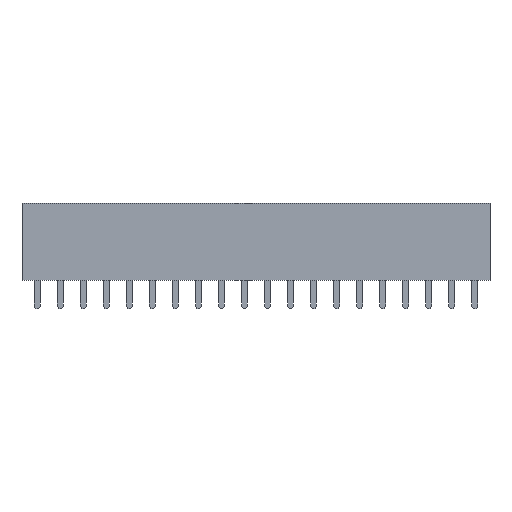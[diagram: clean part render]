
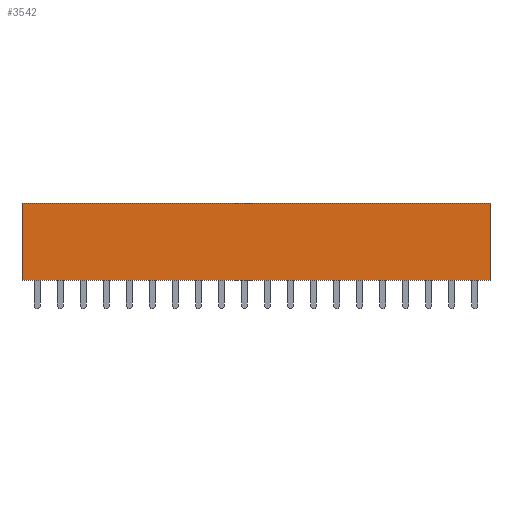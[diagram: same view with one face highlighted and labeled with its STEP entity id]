
A CAD part, left-side view. The second image highlights one B-rep face of the part: STEP entity #3542.
In plain terms, the highlighted planar face has unit normal (-1, 0, 0).
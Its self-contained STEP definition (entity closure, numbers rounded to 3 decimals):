
#968 = EDGE_CURVE('',#969,#971,#973,.T.);
#969 = VERTEX_POINT('',#970);
#970 = CARTESIAN_POINT('',(-10.16,25.8,0.));
#971 = VERTEX_POINT('',#972);
#972 = CARTESIAN_POINT('',(-10.16,25.8,8.5));
#973 = LINE('',#974,#975);
#974 = CARTESIAN_POINT('',(-10.16,25.8,0.));
#975 = VECTOR('',#976,1.);
#976 = DIRECTION('',(0.,0.,1.));
#1024 = EDGE_CURVE('',#1025,#1027,#1029,.T.);
#1025 = VERTEX_POINT('',#1026);
#1026 = CARTESIAN_POINT('',(-10.16,-25.8,0.));
#1027 = VERTEX_POINT('',#1028);
#1028 = CARTESIAN_POINT('',(-10.16,-25.8,8.5));
#1029 = LINE('',#1030,#1031);
#1030 = CARTESIAN_POINT('',(-10.16,-25.8,0.));
#1031 = VECTOR('',#1032,1.);
#1032 = DIRECTION('',(0.,0.,1.));
#3529 = EDGE_CURVE('',#969,#1025,#3530,.T.);
#3530 = LINE('',#3531,#3532);
#3531 = CARTESIAN_POINT('',(-10.16,25.8,0.));
#3532 = VECTOR('',#3533,1.);
#3533 = DIRECTION('',(0.,-1.,0.));
#3542 = ADVANCED_FACE('',(#3543),#3554,.T.);
#3543 = FACE_BOUND('',#3544,.T.);
#3544 = EDGE_LOOP('',(#3545,#3546,#3547,#3553));
#3545 = ORIENTED_EDGE('',*,*,#3529,.T.);
#3546 = ORIENTED_EDGE('',*,*,#1024,.T.);
#3547 = ORIENTED_EDGE('',*,*,#3548,.F.);
#3548 = EDGE_CURVE('',#971,#1027,#3549,.T.);
#3549 = LINE('',#3550,#3551);
#3550 = CARTESIAN_POINT('',(-10.16,25.8,8.5));
#3551 = VECTOR('',#3552,1.);
#3552 = DIRECTION('',(0.,-1.,0.));
#3553 = ORIENTED_EDGE('',*,*,#968,.F.);
#3554 = PLANE('',#3555);
#3555 = AXIS2_PLACEMENT_3D('',#3556,#3557,#3558);
#3556 = CARTESIAN_POINT('',(-10.16,25.8,0.));
#3557 = DIRECTION('',(-1.,0.,0.));
#3558 = DIRECTION('',(0.,0.,1.));
